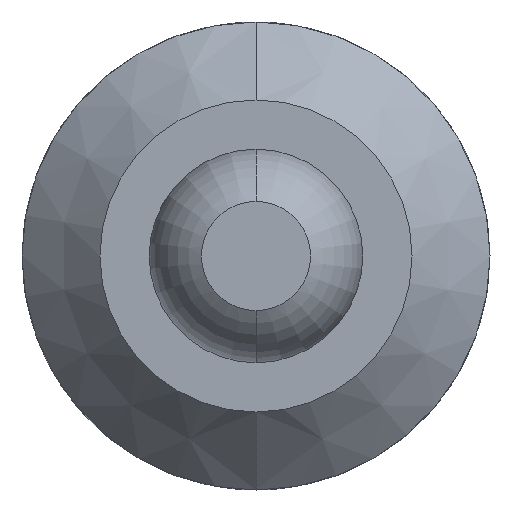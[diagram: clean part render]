
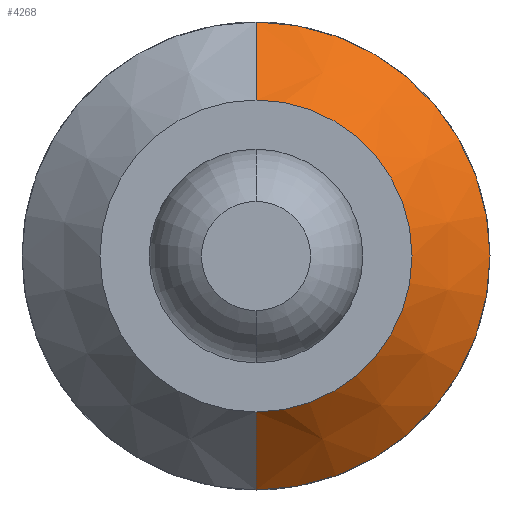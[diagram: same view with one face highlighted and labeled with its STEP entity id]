
A CAD part, front view. The second image highlights one B-rep face of the part: STEP entity #4268.
In plain terms, the highlighted conical face has half-angle 45 degrees and reference radius 1 mm.
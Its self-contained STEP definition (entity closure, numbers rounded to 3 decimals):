
#25 = CIRCLE ( 'NONE', #2112, 1. ) ;
#369 = DIRECTION ( 'NONE',  ( 0., 1., 0. ) ) ;
#532 = DIRECTION ( 'NONE',  ( 0., 1., 0. ) ) ;
#711 = ORIENTED_EDGE ( 'NONE', *, *, #2841, .F. ) ;
#835 = VERTEX_POINT ( 'NONE', #5029 ) ;
#892 = AXIS2_PLACEMENT_3D ( 'NONE', #4359, #532, #984 ) ;
#984 = DIRECTION ( 'NONE',  ( 0., 0., 1. ) ) ;
#1096 = DIRECTION ( 'NONE',  ( 0., 0., 1. ) ) ;
#1232 = DIRECTION ( 'NONE',  ( 0., 0., 1. ) ) ;
#1248 = ORIENTED_EDGE ( 'NONE', *, *, #2524, .T. ) ;
#1525 = CARTESIAN_POINT ( 'NONE',  ( 0., 7.7, 0. ) ) ;
#1550 = DIRECTION ( 'NONE',  ( 0., 1., 0. ) ) ;
#1874 = CARTESIAN_POINT ( 'NONE',  ( 0., 7.2, 1. ) ) ;
#1995 = CARTESIAN_POINT ( 'NONE',  ( 0., 7.2, -1. ) ) ;
#2032 = EDGE_LOOP ( 'NONE', ( #1248, #2835, #3003, #711 ) ) ;
#2112 = AXIS2_PLACEMENT_3D ( 'NONE', #3309, #369, #1232 ) ;
#2134 = CIRCLE ( 'NONE', #3801, 1.5 ) ;
#2278 = LINE ( 'NONE', #1874, #4321 ) ;
#2289 = VERTEX_POINT ( 'NONE', #4462 ) ;
#2408 = FACE_OUTER_BOUND ( 'NONE', #2032, .T. ) ;
#2524 = EDGE_CURVE ( 'Defeature ausgef�hrt1_28+Defeature ausgef�hrt1_29+Defeature ausgef�hrt1_29+Defeature ausgef�hrt1_29', #835, #3327, #25, .T. ) ;
#2835 = ORIENTED_EDGE ( 'NONE', *, *, #5489, .T. ) ;
#2841 = EDGE_CURVE ( 'NONE', #835, #3717, #2278, .T. ) ;
#2925 = VECTOR ( 'NONE', #5381, 1000. ) ;
#3003 = ORIENTED_EDGE ( 'NONE', *, *, #5429, .F. ) ;
#3162 = CARTESIAN_POINT ( 'NONE',  ( 0., 7.7, 1.5 ) ) ;
#3309 = CARTESIAN_POINT ( 'NONE',  ( 0., 7.2, 0. ) ) ;
#3327 = VERTEX_POINT ( 'NONE', #3757 ) ;
#3559 = DIRECTION ( 'NONE',  ( 0., 0.707, 0.707 ) ) ;
#3717 = VERTEX_POINT ( 'NONE', #3162 ) ;
#3757 = CARTESIAN_POINT ( 'NONE',  ( 0., 7.2, -1. ) ) ;
#3801 = AXIS2_PLACEMENT_3D ( 'NONE', #1525, #1550, #1096 ) ;
#4268 = ADVANCED_FACE ( 'Defeature ausgef�hrt1_28', ( #2408 ), #4527, .T. ) ;
#4321 = VECTOR ( 'NONE', #3559, 1000. ) ;
#4359 = CARTESIAN_POINT ( 'NONE',  ( 0., 7.2, 0. ) ) ;
#4462 = CARTESIAN_POINT ( 'NONE',  ( 0., 7.7, -1.5 ) ) ;
#4527 = CONICAL_SURFACE ( 'NONE', #892, 1., 0.785 ) ;
#5029 = CARTESIAN_POINT ( 'NONE',  ( 0., 7.2, 1. ) ) ;
#5178 = LINE ( 'NONE', #1995, #2925 ) ;
#5381 = DIRECTION ( 'NONE',  ( 0., 0.707, -0.707 ) ) ;
#5429 = EDGE_CURVE ( 'Defeature ausgef�hrt1_27+Defeature ausgef�hrt1_28+Defeature ausgef�hrt1_28+Defeature ausgef�hrt1_28', #3717, #2289, #2134, .T. ) ;
#5489 = EDGE_CURVE ( 'NONE', #3327, #2289, #5178, .T. ) ;
